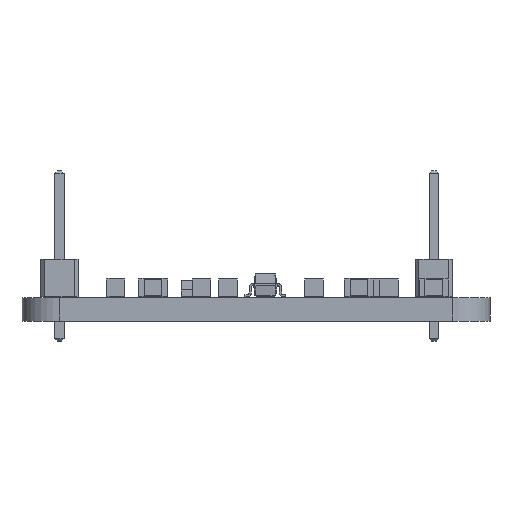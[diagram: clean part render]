
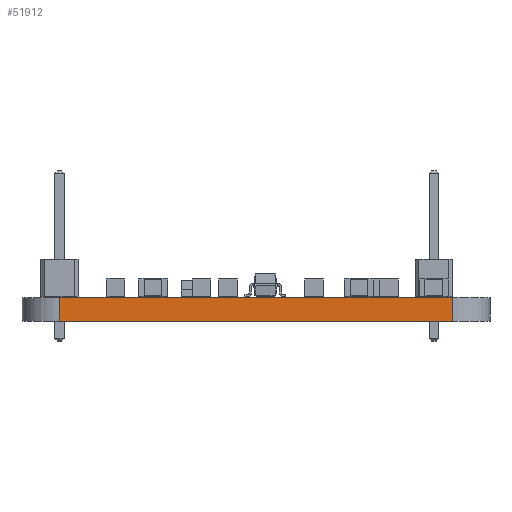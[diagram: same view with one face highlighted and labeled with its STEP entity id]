
A CAD part, front view. The second image highlights one B-rep face of the part: STEP entity #51912.
In plain terms, the highlighted planar face has unit normal (0, -1, 0).
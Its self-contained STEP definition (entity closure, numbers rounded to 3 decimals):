
#49842 = PLANE('',#49843);
#49843 = AXIS2_PLACEMENT_3D('',#49844,#49845,#49846);
#49844 = CARTESIAN_POINT('',(64.135,-50.8,1.6));
#49845 = DIRECTION('',(0.,0.,1.));
#49846 = DIRECTION('',(1.,0.,-0.));
#49897 = PLANE('',#49898);
#49898 = AXIS2_PLACEMENT_3D('',#49899,#49900,#49901);
#49899 = CARTESIAN_POINT('',(64.135,-50.8,0.));
#49900 = DIRECTION('',(0.,0.,1.));
#49901 = DIRECTION('',(1.,0.,-0.));
#49930 = CYLINDRICAL_SURFACE('',#49931,2.54);
#49931 = AXIS2_PLACEMENT_3D('',#49932,#49933,#49934);
#49932 = CARTESIAN_POINT('',(77.47,-73.66,0.));
#49933 = DIRECTION('',(-0.,-0.,-1.));
#49934 = DIRECTION('',(1.,0.,-0.));
#50119 = VERTEX_POINT('',#50120);
#50120 = CARTESIAN_POINT('',(50.8,-76.2,0.));
#50135 = CYLINDRICAL_SURFACE('',#50136,2.54);
#50136 = AXIS2_PLACEMENT_3D('',#50137,#50138,#50139);
#50137 = CARTESIAN_POINT('',(50.8,-73.66,0.));
#50138 = DIRECTION('',(-0.,-0.,-1.));
#50139 = DIRECTION('',(1.,0.,-0.));
#50147 = EDGE_CURVE('',#50119,#50148,#50150,.T.);
#50148 = VERTEX_POINT('',#50149);
#50149 = CARTESIAN_POINT('',(77.47,-76.2,0.));
#50150 = SURFACE_CURVE('',#50151,(#50155,#50162),.PCURVE_S1.);
#50151 = LINE('',#50152,#50153);
#50152 = CARTESIAN_POINT('',(50.8,-76.2,0.));
#50153 = VECTOR('',#50154,1.);
#50154 = DIRECTION('',(1.,0.,0.));
#50155 = PCURVE('',#49897,#50156);
#50156 = DEFINITIONAL_REPRESENTATION('',(#50157),#50161);
#50157 = LINE('',#50158,#50159);
#50158 = CARTESIAN_POINT('',(-13.335,-25.4));
#50159 = VECTOR('',#50160,1.);
#50160 = DIRECTION('',(1.,0.));
#50161 = ( GEOMETRIC_REPRESENTATION_CONTEXT(2) 
PARAMETRIC_REPRESENTATION_CONTEXT() REPRESENTATION_CONTEXT('2D SPACE',''
  ) );
#50162 = PCURVE('',#50163,#50168);
#50163 = PLANE('',#50164);
#50164 = AXIS2_PLACEMENT_3D('',#50165,#50166,#50167);
#50165 = CARTESIAN_POINT('',(50.8,-76.2,0.));
#50166 = DIRECTION('',(0.,1.,-0.));
#50167 = DIRECTION('',(1.,0.,0.));
#50168 = DEFINITIONAL_REPRESENTATION('',(#50169),#50173);
#50169 = LINE('',#50170,#50171);
#50170 = CARTESIAN_POINT('',(0.,0.));
#50171 = VECTOR('',#50172,1.);
#50172 = DIRECTION('',(1.,0.));
#50173 = ( GEOMETRIC_REPRESENTATION_CONTEXT(2) 
PARAMETRIC_REPRESENTATION_CONTEXT() REPRESENTATION_CONTEXT('2D SPACE',''
  ) );
#51088 = VERTEX_POINT('',#51089);
#51089 = CARTESIAN_POINT('',(50.8,-76.2,1.6));
#51111 = EDGE_CURVE('',#51088,#51112,#51114,.T.);
#51112 = VERTEX_POINT('',#51113);
#51113 = CARTESIAN_POINT('',(77.47,-76.2,1.6));
#51114 = SURFACE_CURVE('',#51115,(#51119,#51126),.PCURVE_S1.);
#51115 = LINE('',#51116,#51117);
#51116 = CARTESIAN_POINT('',(50.8,-76.2,1.6));
#51117 = VECTOR('',#51118,1.);
#51118 = DIRECTION('',(1.,0.,0.));
#51119 = PCURVE('',#49842,#51120);
#51120 = DEFINITIONAL_REPRESENTATION('',(#51121),#51125);
#51121 = LINE('',#51122,#51123);
#51122 = CARTESIAN_POINT('',(-13.335,-25.4));
#51123 = VECTOR('',#51124,1.);
#51124 = DIRECTION('',(1.,0.));
#51125 = ( GEOMETRIC_REPRESENTATION_CONTEXT(2) 
PARAMETRIC_REPRESENTATION_CONTEXT() REPRESENTATION_CONTEXT('2D SPACE',''
  ) );
#51126 = PCURVE('',#50163,#51127);
#51127 = DEFINITIONAL_REPRESENTATION('',(#51128),#51132);
#51128 = LINE('',#51129,#51130);
#51129 = CARTESIAN_POINT('',(0.,-1.6));
#51130 = VECTOR('',#51131,1.);
#51131 = DIRECTION('',(1.,0.));
#51132 = ( GEOMETRIC_REPRESENTATION_CONTEXT(2) 
PARAMETRIC_REPRESENTATION_CONTEXT() REPRESENTATION_CONTEXT('2D SPACE',''
  ) );
#51862 = EDGE_CURVE('',#50148,#51112,#51863,.T.);
#51863 = SURFACE_CURVE('',#51864,(#51868,#51875),.PCURVE_S1.);
#51864 = LINE('',#51865,#51866);
#51865 = CARTESIAN_POINT('',(77.47,-76.2,0.));
#51866 = VECTOR('',#51867,1.);
#51867 = DIRECTION('',(0.,0.,1.));
#51868 = PCURVE('',#49930,#51869);
#51869 = DEFINITIONAL_REPRESENTATION('',(#51870),#51874);
#51870 = LINE('',#51871,#51872);
#51871 = CARTESIAN_POINT('',(-4.712,0.));
#51872 = VECTOR('',#51873,1.);
#51873 = DIRECTION('',(-0.,-1.));
#51874 = ( GEOMETRIC_REPRESENTATION_CONTEXT(2) 
PARAMETRIC_REPRESENTATION_CONTEXT() REPRESENTATION_CONTEXT('2D SPACE',''
  ) );
#51875 = PCURVE('',#50163,#51876);
#51876 = DEFINITIONAL_REPRESENTATION('',(#51877),#51881);
#51877 = LINE('',#51878,#51879);
#51878 = CARTESIAN_POINT('',(26.67,0.));
#51879 = VECTOR('',#51880,1.);
#51880 = DIRECTION('',(0.,-1.));
#51881 = ( GEOMETRIC_REPRESENTATION_CONTEXT(2) 
PARAMETRIC_REPRESENTATION_CONTEXT() REPRESENTATION_CONTEXT('2D SPACE',''
  ) );
#51912 = ADVANCED_FACE('',(#51913),#50163,.F.);
#51913 = FACE_BOUND('',#51914,.F.);
#51914 = EDGE_LOOP('',(#51915,#51936,#51937,#51938));
#51915 = ORIENTED_EDGE('',*,*,#51916,.T.);
#51916 = EDGE_CURVE('',#50119,#51088,#51917,.T.);
#51917 = SURFACE_CURVE('',#51918,(#51922,#51929),.PCURVE_S1.);
#51918 = LINE('',#51919,#51920);
#51919 = CARTESIAN_POINT('',(50.8,-76.2,0.));
#51920 = VECTOR('',#51921,1.);
#51921 = DIRECTION('',(0.,0.,1.));
#51922 = PCURVE('',#50163,#51923);
#51923 = DEFINITIONAL_REPRESENTATION('',(#51924),#51928);
#51924 = LINE('',#51925,#51926);
#51925 = CARTESIAN_POINT('',(0.,0.));
#51926 = VECTOR('',#51927,1.);
#51927 = DIRECTION('',(0.,-1.));
#51928 = ( GEOMETRIC_REPRESENTATION_CONTEXT(2) 
PARAMETRIC_REPRESENTATION_CONTEXT() REPRESENTATION_CONTEXT('2D SPACE',''
  ) );
#51929 = PCURVE('',#50135,#51930);
#51930 = DEFINITIONAL_REPRESENTATION('',(#51931),#51935);
#51931 = LINE('',#51932,#51933);
#51932 = CARTESIAN_POINT('',(-4.712,0.));
#51933 = VECTOR('',#51934,1.);
#51934 = DIRECTION('',(-0.,-1.));
#51935 = ( GEOMETRIC_REPRESENTATION_CONTEXT(2) 
PARAMETRIC_REPRESENTATION_CONTEXT() REPRESENTATION_CONTEXT('2D SPACE',''
  ) );
#51936 = ORIENTED_EDGE('',*,*,#51111,.T.);
#51937 = ORIENTED_EDGE('',*,*,#51862,.F.);
#51938 = ORIENTED_EDGE('',*,*,#50147,.F.);
